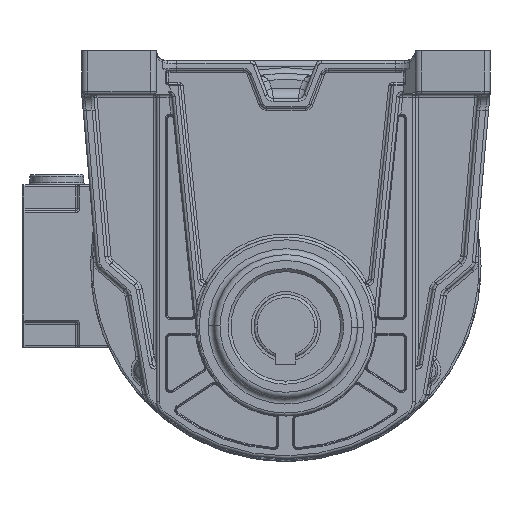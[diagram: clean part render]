
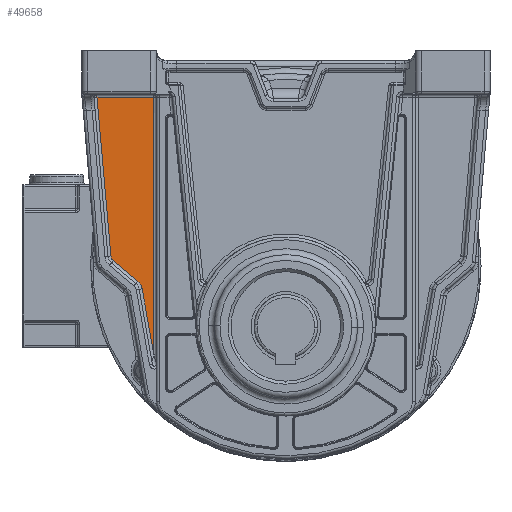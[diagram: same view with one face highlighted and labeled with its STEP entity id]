
A CAD part, left-side view. The second image highlights one B-rep face of the part: STEP entity #49658.
In plain terms, the highlighted planar face has unit normal (-1, 0, 0).
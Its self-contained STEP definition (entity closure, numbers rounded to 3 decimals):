
#114 = CIRCLE ( 'NONE', #113108, 3.5 ) ;
#2518 = CARTESIAN_POINT ( 'NONE',  ( 18., 94.84, 84.8 ) ) ;
#2855 = LINE ( 'NONE', #38827, #56281 ) ;
#6760 = DIRECTION ( 'NONE',  ( 0., 0., 1. ) ) ;
#7673 = AXIS2_PLACEMENT_3D ( 'NONE', #81689, #20317, #55689 ) ;
#11570 = LINE ( 'NONE', #48092, #90439 ) ;
#13245 = EDGE_CURVE ( 'NONE', #72490, #62842, #66156, .T. ) ;
#15376 = VECTOR ( 'NONE', #80827, 1000. ) ;
#15869 = EDGE_CURVE ( 'NONE', #61218, #81282, #114, .T. ) ;
#17837 = DIRECTION ( 'NONE',  ( 0., 0.643, -0.766 ) ) ;
#19341 = VERTEX_POINT ( 'NONE', #2518 ) ;
#20317 = DIRECTION ( 'NONE',  ( -1., 0., 0. ) ) ;
#21948 = ORIENTED_EDGE ( 'NONE', *, *, #88593, .T. ) ;
#22410 = DIRECTION ( 'NONE',  ( 1., 0., 0. ) ) ;
#22992 = PLANE ( 'NONE',  #87364 ) ;
#29046 = DIRECTION ( 'NONE',  ( 1., 0., 0. ) ) ;
#31846 = CARTESIAN_POINT ( 'NONE',  ( 18., 0., 0. ) ) ;
#33933 = EDGE_CURVE ( 'NONE', #51705, #82487, #52140, .T. ) ;
#38827 = CARTESIAN_POINT ( 'NONE',  ( 18., 74.389, -7.462 ) ) ;
#39214 = EDGE_CURVE ( 'NONE', #81282, #19341, #97351, .T. ) ;
#40771 = ORIENTED_EDGE ( 'NONE', *, *, #15869, .F. ) ;
#43707 = EDGE_CURVE ( 'NONE', #51705, #72490, #110687, .T. ) ;
#45534 = ORIENTED_EDGE ( 'NONE', *, *, #13245, .F. ) ;
#48092 = CARTESIAN_POINT ( 'NONE',  ( 18., 66.5, 84.8 ) ) ;
#49658 = ADVANCED_FACE ( 'NONE', ( #83808 ), #22992, .F. ) ;
#49861 = CARTESIAN_POINT ( 'NONE',  ( 18., 66.5, 84.8 ) ) ;
#51705 = VERTEX_POINT ( 'NONE', #80938 ) ;
#52140 = LINE ( 'NONE', #115875, #80842 ) ;
#53654 = CARTESIAN_POINT ( 'NONE',  ( 18., 87.875, 5.193 ) ) ;
#55689 = DIRECTION ( 'NONE',  ( 0., -0.985, 0.174 ) ) ;
#56281 = VECTOR ( 'NONE', #110223, 1000. ) ;
#58353 = DIRECTION ( 'NONE',  ( 0., 1., 0. ) ) ;
#61218 = VERTEX_POINT ( 'NONE', #73172 ) ;
#61990 = EDGE_LOOP ( 'NONE', ( #78841, #40771, #97722, #45534, #91256, #98934, #21948 ) ) ;
#62842 = VERTEX_POINT ( 'NONE', #75718 ) ;
#64073 = CARTESIAN_POINT ( 'NONE',  ( 18., 66.5, -43.446 ) ) ;
#66156 = CIRCLE ( 'NONE', #7673, 6.5 ) ;
#72490 = VERTEX_POINT ( 'NONE', #105055 ) ;
#73172 = CARTESIAN_POINT ( 'NONE',  ( 18., 86.638, 2.817 ) ) ;
#73235 = CARTESIAN_POINT ( 'NONE',  ( 18., 84.389, 5.498 ) ) ;
#75718 = CARTESIAN_POINT ( 'NONE',  ( 18., 74.389, -7.462 ) ) ;
#77142 = EDGE_CURVE ( 'NONE', #62842, #61218, #2855, .T. ) ;
#78841 = ORIENTED_EDGE ( 'NONE', *, *, #39214, .F. ) ;
#80827 = DIRECTION ( 'NONE',  ( 0., 0.087, 0.996 ) ) ;
#80842 = VECTOR ( 'NONE', #6760, 1000. ) ;
#80938 = CARTESIAN_POINT ( 'NONE',  ( 18., 66.5, -43.446 ) ) ;
#81282 = VERTEX_POINT ( 'NONE', #101772 ) ;
#81689 = CARTESIAN_POINT ( 'NONE',  ( 18., 78.567, -12.441 ) ) ;
#82487 = VERTEX_POINT ( 'NONE', #49861 ) ;
#83808 = FACE_OUTER_BOUND ( 'NONE', #61990, .T. ) ;
#84149 = DIRECTION ( 'NONE',  ( 0., 0.174, 0.985 ) ) ;
#87364 = AXIS2_PLACEMENT_3D ( 'NONE', #31846, #22410, #58353 ) ;
#88593 = EDGE_CURVE ( 'NONE', #82487, #19341, #11570, .T. ) ;
#90439 = VECTOR ( 'NONE', #109501, 1000. ) ;
#91256 = ORIENTED_EDGE ( 'NONE', *, *, #43707, .F. ) ;
#97351 = LINE ( 'NONE', #53654, #15376 ) ;
#97722 = ORIENTED_EDGE ( 'NONE', *, *, #77142, .F. ) ;
#98934 = ORIENTED_EDGE ( 'NONE', *, *, #33933, .T. ) ;
#101772 = CARTESIAN_POINT ( 'NONE',  ( 18., 87.875, 5.193 ) ) ;
#104089 = VECTOR ( 'NONE', #84149, 1000. ) ;
#105055 = CARTESIAN_POINT ( 'NONE',  ( 18., 72.166, -11.312 ) ) ;
#109501 = DIRECTION ( 'NONE',  ( 0., 1., 0. ) ) ;
#110223 = DIRECTION ( 'NONE',  ( 0., 0.766, 0.643 ) ) ;
#110687 = LINE ( 'NONE', #64073, #104089 ) ;
#113108 = AXIS2_PLACEMENT_3D ( 'NONE', #73235, #29046, #17837 ) ;
#115875 = CARTESIAN_POINT ( 'NONE',  ( 18., 66.5, -43.446 ) ) ;
